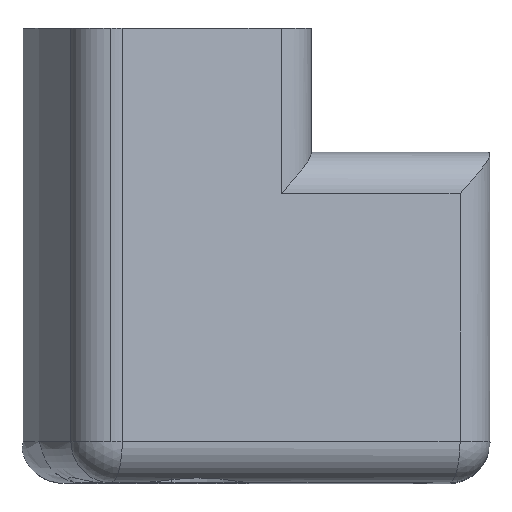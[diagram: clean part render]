
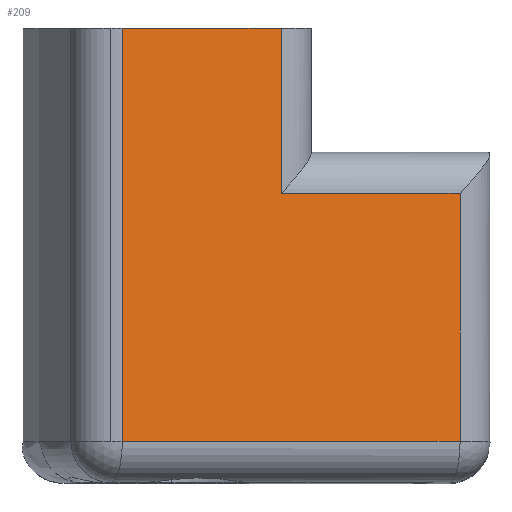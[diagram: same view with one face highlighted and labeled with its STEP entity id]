
A CAD part, top view. The second image highlights one B-rep face of the part: STEP entity #209.
In plain terms, the highlighted planar face has unit normal (0.275, 0, 0.961).
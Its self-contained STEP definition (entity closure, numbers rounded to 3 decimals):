
#13 = EDGE_CURVE ( 'NONE', #1081, #720, #765, .T. ) ;
#56 = DIRECTION ( 'NONE',  ( -0.961, 0., 0.275 ) ) ;
#99 = CARTESIAN_POINT ( 'NONE',  ( 0., 0., 0. ) ) ;
#114 = DIRECTION ( 'NONE',  ( 0.961, 0., -0.275 ) ) ;
#143 = VERTEX_POINT ( 'NONE', #224 ) ;
#150 = LINE ( 'NONE', #1528, #1159 ) ;
#157 = CARTESIAN_POINT ( 'NONE',  ( -35.558, -4.177, 10.178 ) ) ;
#176 = LINE ( 'NONE', #157, #266 ) ;
#202 = VERTEX_POINT ( 'NONE', #1062 ) ;
#206 = LINE ( 'NONE', #1182, #273 ) ;
#209 = ADVANCED_FACE ( 'NONE', ( #345 ), #960, .F. ) ;
#224 = CARTESIAN_POINT ( 'NONE',  ( -35.558, -3.177, 10.178 ) ) ;
#262 = CARTESIAN_POINT ( 'NONE',  ( -27.383, 2.823, 7.838 ) ) ;
#266 = VECTOR ( 'NONE', #1513, 1000. ) ;
#273 = VECTOR ( 'NONE', #114, 1000. ) ;
#345 = FACE_OUTER_BOUND ( 'NONE', #445, .T. ) ;
#381 = CARTESIAN_POINT ( 'NONE',  ( -35.558, 6.823, 10.178 ) ) ;
#408 = LINE ( 'NONE', #877, #411 ) ;
#411 = VECTOR ( 'NONE', #995, 1000. ) ;
#418 = DIRECTION ( 'NONE',  ( 0., 1., 0. ) ) ;
#445 = EDGE_LOOP ( 'NONE', ( #591, #1402, #671, #1204, #593, #470 ) ) ;
#456 = VERTEX_POINT ( 'NONE', #1570 ) ;
#470 = ORIENTED_EDGE ( 'NONE', *, *, #1020, .T. ) ;
#591 = ORIENTED_EDGE ( 'NONE', *, *, #13, .T. ) ;
#593 = ORIENTED_EDGE ( 'NONE', *, *, #1500, .T. ) ;
#630 = DIRECTION ( 'NONE',  ( -0.961, 0., 0.275 ) ) ;
#671 = ORIENTED_EDGE ( 'NONE', *, *, #1470, .T. ) ;
#696 = VECTOR ( 'NONE', #56, 1000. ) ;
#720 = VERTEX_POINT ( 'NONE', #381 ) ;
#753 = VECTOR ( 'NONE', #418, 1000. ) ;
#765 = LINE ( 'NONE', #1169, #696 ) ;
#766 = EDGE_CURVE ( 'NONE', #456, #1265, #865, .T. ) ;
#808 = CARTESIAN_POINT ( 'NONE',  ( -27.383, 3.823, 7.838 ) ) ;
#838 = DIRECTION ( 'NONE',  ( -0.961, 0., 0.275 ) ) ;
#865 = LINE ( 'NONE', #808, #753 ) ;
#877 = CARTESIAN_POINT ( 'NONE',  ( -31.711, 6.823, 9.077 ) ) ;
#960 = PLANE ( 'NONE',  #1597 ) ;
#995 = DIRECTION ( 'NONE',  ( 0., 1., 0. ) ) ;
#1020 = EDGE_CURVE ( 'NONE', #202, #1081, #408, .T. ) ;
#1062 = CARTESIAN_POINT ( 'NONE',  ( -31.711, 2.823, 9.077 ) ) ;
#1081 = VERTEX_POINT ( 'NONE', #1401 ) ;
#1159 = VECTOR ( 'NONE', #630, 1000. ) ;
#1169 = CARTESIAN_POINT ( 'NONE',  ( -30.764, 6.823, 8.806 ) ) ;
#1182 = CARTESIAN_POINT ( 'NONE',  ( -26.438, -3.177, 7.568 ) ) ;
#1204 = ORIENTED_EDGE ( 'NONE', *, *, #766, .T. ) ;
#1265 = VERTEX_POINT ( 'NONE', #262 ) ;
#1401 = CARTESIAN_POINT ( 'NONE',  ( -31.711, 6.823, 9.077 ) ) ;
#1402 = ORIENTED_EDGE ( 'NONE', *, *, #1492, .T. ) ;
#1462 = DIRECTION ( 'NONE',  ( -0.275, 0., -0.961 ) ) ;
#1470 = EDGE_CURVE ( 'NONE', #143, #456, #206, .T. ) ;
#1492 = EDGE_CURVE ( 'NONE', #720, #143, #176, .T. ) ;
#1500 = EDGE_CURVE ( 'NONE', #1265, #202, #150, .T. ) ;
#1513 = DIRECTION ( 'NONE',  ( 0., -1., 0. ) ) ;
#1528 = CARTESIAN_POINT ( 'NONE',  ( -30.764, 2.823, 8.806 ) ) ;
#1570 = CARTESIAN_POINT ( 'NONE',  ( -27.383, -3.177, 7.838 ) ) ;
#1597 = AXIS2_PLACEMENT_3D ( 'NONE', #99, #1462, #838 ) ;
